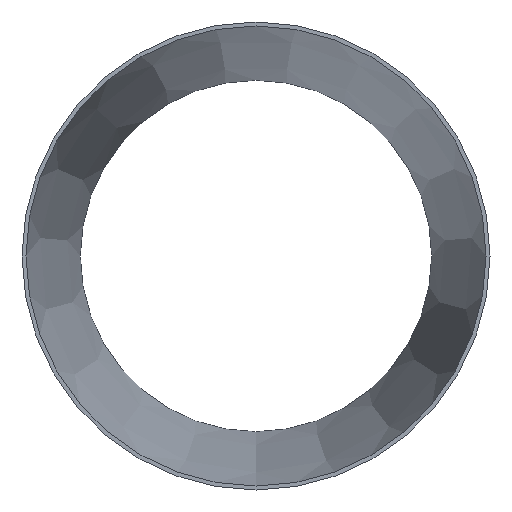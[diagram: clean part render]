
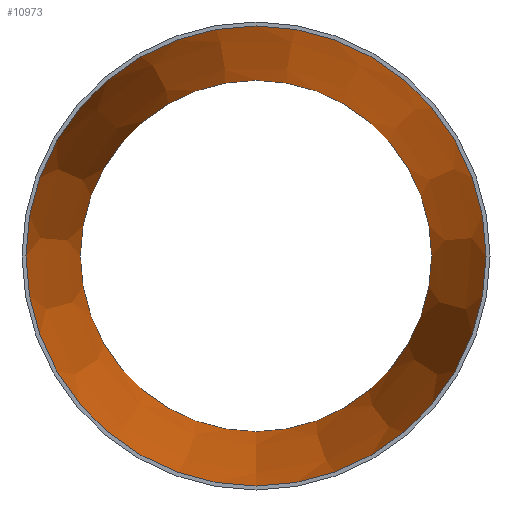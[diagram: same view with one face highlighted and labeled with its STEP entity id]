
A CAD part, front view. The second image highlights one B-rep face of the part: STEP entity #10973.
In plain terms, the highlighted conical face has half-angle 7.134 degrees and reference radius 174.777 mm.
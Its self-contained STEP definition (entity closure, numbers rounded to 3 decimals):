
#2033 = CARTESIAN_POINT ( 'NONE',  ( 0., 0., 0. ) ) ;
#2225 = DIRECTION ( 'NONE',  ( 0., 0., -1. ) ) ;
#3860 = EDGE_LOOP ( 'NONE', ( #25638 ) ) ;
#4261 = CONICAL_SURFACE ( 'NONE', #35525, 174.777, 0.125 ) ;
#7747 = DIRECTION ( 'NONE',  ( 0., 0., -1. ) ) ;
#9466 = CARTESIAN_POINT ( 'NONE',  ( 0., 0., -174.777 ) ) ;
#10973 = ADVANCED_FACE ( 'NONE', ( #35917, #29833 ), #4261, .F. ) ;
#12513 = VERTEX_POINT ( 'NONE', #31721 ) ;
#13137 = CIRCLE ( 'NONE', #29474, 174.777 ) ;
#14457 = EDGE_CURVE ( 'NONE', #12513, #12513, #29769, .T. ) ;
#15210 = EDGE_CURVE ( 'NONE', #19055, #19055, #13137, .T. ) ;
#16142 = DIRECTION ( 'NONE',  ( 0., -1., 0. ) ) ;
#18509 = CARTESIAN_POINT ( 'NONE',  ( 0., 330., 0. ) ) ;
#19055 = VERTEX_POINT ( 'NONE', #9466 ) ;
#24311 = CARTESIAN_POINT ( 'NONE',  ( 0., 0., 0. ) ) ;
#25638 = ORIENTED_EDGE ( 'NONE', *, *, #15210, .T. ) ;
#27734 = DIRECTION ( 'NONE',  ( 0., -1., 0. ) ) ;
#29474 = AXIS2_PLACEMENT_3D ( 'NONE', #2033, #16142, #7747 ) ;
#29769 = CIRCLE ( 'NONE', #36872, 133.477 ) ;
#29833 = FACE_OUTER_BOUND ( 'NONE', #3860, .T. ) ;
#31721 = CARTESIAN_POINT ( 'NONE',  ( 0., 330., -133.477 ) ) ;
#33081 = ORIENTED_EDGE ( 'NONE', *, *, #14457, .F. ) ;
#33263 = DIRECTION ( 'NONE',  ( 0., 0., -1. ) ) ;
#35525 = AXIS2_PLACEMENT_3D ( 'NONE', #24311, #38969, #33263 ) ;
#35917 = FACE_BOUND ( 'NONE', #39517, .T. ) ;
#36872 = AXIS2_PLACEMENT_3D ( 'NONE', #18509, #27734, #2225 ) ;
#38969 = DIRECTION ( 'NONE',  ( 0., -1., 0. ) ) ;
#39517 = EDGE_LOOP ( 'NONE', ( #33081 ) ) ;
